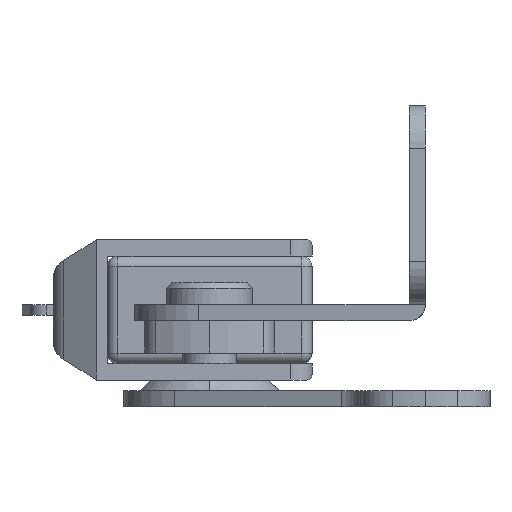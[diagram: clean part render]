
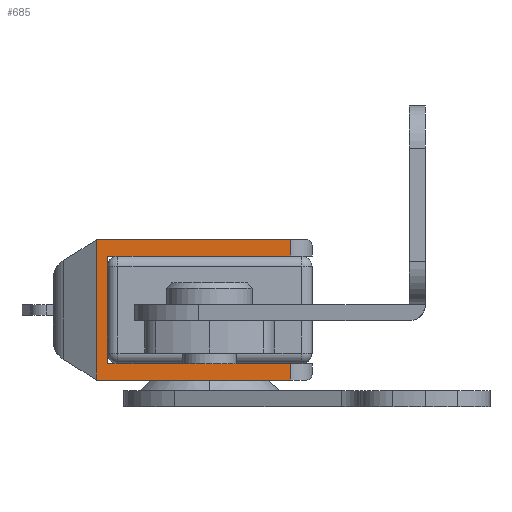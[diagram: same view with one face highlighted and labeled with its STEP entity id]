
A CAD part, left-side view. The second image highlights one B-rep face of the part: STEP entity #685.
In plain terms, the highlighted face is planar.
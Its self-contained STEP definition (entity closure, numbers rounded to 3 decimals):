
#162 = AXIS2_PLACEMENT_3D ( 'NONE', #5927, #5926, #5925 ) ;
#354 = VECTOR ( 'NONE', #4880, 1000. ) ;
#411 = VERTEX_POINT ( 'NONE', #1361 ) ;
#426 = VERTEX_POINT ( 'NONE', #1521 ) ;
#427 = VERTEX_POINT ( 'NONE', #1534 ) ;
#429 = VERTEX_POINT ( 'NONE', #1509 ) ;
#446 = VERTEX_POINT ( 'NONE', #1559 ) ;
#477 = VERTEX_POINT ( 'NONE', #1551 ) ;
#594 = VERTEX_POINT ( 'NONE', #1690 ) ;
#596 = VERTEX_POINT ( 'NONE', #1692 ) ;
#685 = ADVANCED_FACE ( 'NONE', ( #4304 ), #5928, .F. ) ;
#1361 = CARTESIAN_POINT ( 'NONE',  ( -6.5, 20., -14. ) ) ;
#1509 = CARTESIAN_POINT ( 'NONE',  ( 5., 2., -14. ) ) ;
#1521 = CARTESIAN_POINT ( 'NONE',  ( 6.5, 20., -14. ) ) ;
#1534 = CARTESIAN_POINT ( 'NONE',  ( 6.5, 2., -14. ) ) ;
#1551 = CARTESIAN_POINT ( 'NONE',  ( -5., 2., -14. ) ) ;
#1559 = CARTESIAN_POINT ( 'NONE',  ( -6.5, 2., -14. ) ) ;
#1690 = CARTESIAN_POINT ( 'NONE',  ( -5., 19., -14. ) ) ;
#1692 = CARTESIAN_POINT ( 'NONE',  ( 5., 19., -14. ) ) ;
#1804 = EDGE_CURVE ( 'NONE', #427, #426, #4388, .T. ) ;
#1815 = EDGE_CURVE ( 'NONE', #427, #429, #4397, .T. ) ;
#1831 = EDGE_CURVE ( 'NONE', #477, #446, #4404, .T. ) ;
#1832 = EDGE_CURVE ( 'NONE', #596, #429, #4405, .T. ) ;
#1844 = EDGE_CURVE ( 'NONE', #426, #411, #4412, .T. ) ;
#1853 = EDGE_CURVE ( 'NONE', #594, #477, #4418, .T. ) ;
#1855 = EDGE_CURVE ( 'NONE', #446, #411, #4420, .T. ) ;
#1861 = EDGE_CURVE ( 'NONE', #594, #596, #4425, .T. ) ;
#1994 = VECTOR ( 'NONE', #4920, 1000. ) ;
#1995 = VECTOR ( 'NONE', #4874, 1000. ) ;
#2011 = VECTOR ( 'NONE', #4814, 1000. ) ;
#2023 = VECTOR ( 'NONE', #4779, 1000. ) ;
#2025 = VECTOR ( 'NONE', #4786, 1000. ) ;
#2033 = VECTOR ( 'NONE', #4840, 1000. ) ;
#3684 = EDGE_LOOP ( 'NONE', ( #5178, #5173, #5296, #5169, #5292, #5293, #5271, #5294 ) ) ;
#4304 = FACE_OUTER_BOUND ( 'NONE', #3684, .T. ) ;
#4388 = LINE ( 'NONE', #4879, #354 ) ;
#4397 = LINE ( 'NONE', #4913, #6540 ) ;
#4404 = LINE ( 'NONE', #4919, #1994 ) ;
#4405 = LINE ( 'NONE', #4873, #1995 ) ;
#4412 = LINE ( 'NONE', #4813, #2011 ) ;
#4418 = LINE ( 'NONE', #4774, #2023 ) ;
#4420 = LINE ( 'NONE', #4787, #2025 ) ;
#4425 = LINE ( 'NONE', #4839, #2033 ) ;
#4774 = CARTESIAN_POINT ( 'NONE',  ( -5., 19., -14. ) ) ;
#4779 = DIRECTION ( 'NONE',  ( 0., -1., 0. ) ) ;
#4786 = DIRECTION ( 'NONE',  ( 0., 1., 0. ) ) ;
#4787 = CARTESIAN_POINT ( 'NONE',  ( -6.5, 20., -14. ) ) ;
#4813 = CARTESIAN_POINT ( 'NONE',  ( 6.5, 20., -14. ) ) ;
#4814 = DIRECTION ( 'NONE',  ( -1., 0., 0. ) ) ;
#4839 = CARTESIAN_POINT ( 'NONE',  ( -5., 19., -14. ) ) ;
#4840 = DIRECTION ( 'NONE',  ( 1., 0., 0. ) ) ;
#4871 = DIRECTION ( 'NONE',  ( -1., 0., 0. ) ) ;
#4873 = CARTESIAN_POINT ( 'NONE',  ( 5., 19., -14. ) ) ;
#4874 = DIRECTION ( 'NONE',  ( 0., -1., 0. ) ) ;
#4879 = CARTESIAN_POINT ( 'NONE',  ( 6.5, 20., -14. ) ) ;
#4880 = DIRECTION ( 'NONE',  ( 0., 1., 0. ) ) ;
#4913 = CARTESIAN_POINT ( 'NONE',  ( 6.5, 2., -14. ) ) ;
#4919 = CARTESIAN_POINT ( 'NONE',  ( 6.5, 2., -14. ) ) ;
#4920 = DIRECTION ( 'NONE',  ( -1., 0., 0. ) ) ;
#5169 = ORIENTED_EDGE ( 'NONE', *, *, #1855, .T. ) ;
#5173 = ORIENTED_EDGE ( 'NONE', *, *, #1853, .T. ) ;
#5178 = ORIENTED_EDGE ( 'NONE', *, *, #1861, .F. ) ;
#5271 = ORIENTED_EDGE ( 'NONE', *, *, #1815, .T. ) ;
#5292 = ORIENTED_EDGE ( 'NONE', *, *, #1844, .F. ) ;
#5293 = ORIENTED_EDGE ( 'NONE', *, *, #1804, .F. ) ;
#5294 = ORIENTED_EDGE ( 'NONE', *, *, #1832, .F. ) ;
#5296 = ORIENTED_EDGE ( 'NONE', *, *, #1831, .T. ) ;
#5925 = DIRECTION ( 'NONE',  ( 0., -1., 0. ) ) ;
#5926 = DIRECTION ( 'NONE',  ( 0., 0., 1. ) ) ;
#5927 = CARTESIAN_POINT ( 'NONE',  ( 6.5, 20., -14. ) ) ;
#5928 = PLANE ( 'NONE',  #162 ) ;
#6540 = VECTOR ( 'NONE', #4871, 1000. ) ;
